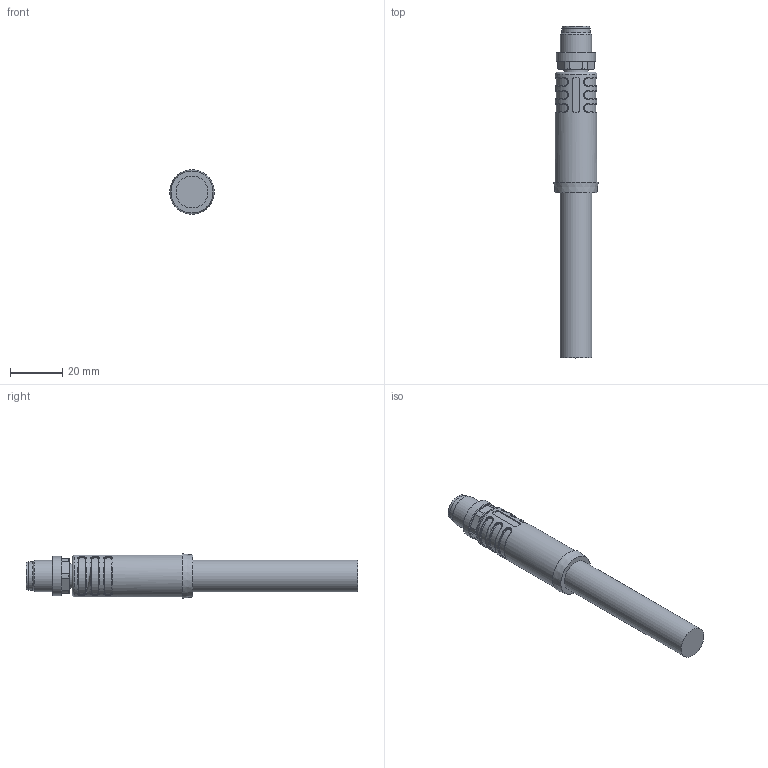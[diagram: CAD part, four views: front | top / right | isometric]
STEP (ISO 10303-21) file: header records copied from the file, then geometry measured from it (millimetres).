
FILE_DESCRIPTION(/* description */ (''),/* implementation_level */ '2;1');
FILE_NAME(/* name */ 'PL-AM12S4-m_S5015_stp.stp',/* time_stamp */ '2017-01-25T14:16:19+01:00',/* author */ (''),/* organization */ (''),/* preprocessor_version */ 'ST-DEVELOPER v16',/* originating_system */ 'SIEMENS PLM Software NX 10.0',/* authorisation */ '');
FILE_SCHEMA (('AUTOMOTIVE_DESIGN { 1 0 10303 214 3 1 1 1 }'));
Length unit declared in the file: millimetre
Products named in the file (1): 5028667_stp
Bounding box: 17 x 126.76 x 17 mm (x, y, z)
Volume: 18239.3 mm3; surface area: 6610.3 mm2
Topology: 1 solids, 1 shells, 223 faces, 522 edges, 307 vertices
Faces by surface type: cylinder 78, plane 58, bspline 39, torus 33, cone 11, sphere 4
Full cylindrical faces by diameter (mm): 1.5 x4, 1.7 x1, 8.9 x1, 9.4 x1, 9.9 x1, 10.5 x1, 10.8 x1, 12 x1, 12.2 x1, 15 x1, 16 x1
Entity records: 7281 total; most frequent: CARTESIAN_POINT 2627, DIRECTION 976, ORIENTED_EDGE 934, EDGE_CURVE 467, AXIS2_PLACEMENT_3D 414, VERTEX_POINT 289, EDGE_LOOP 266, CIRCLE 229
